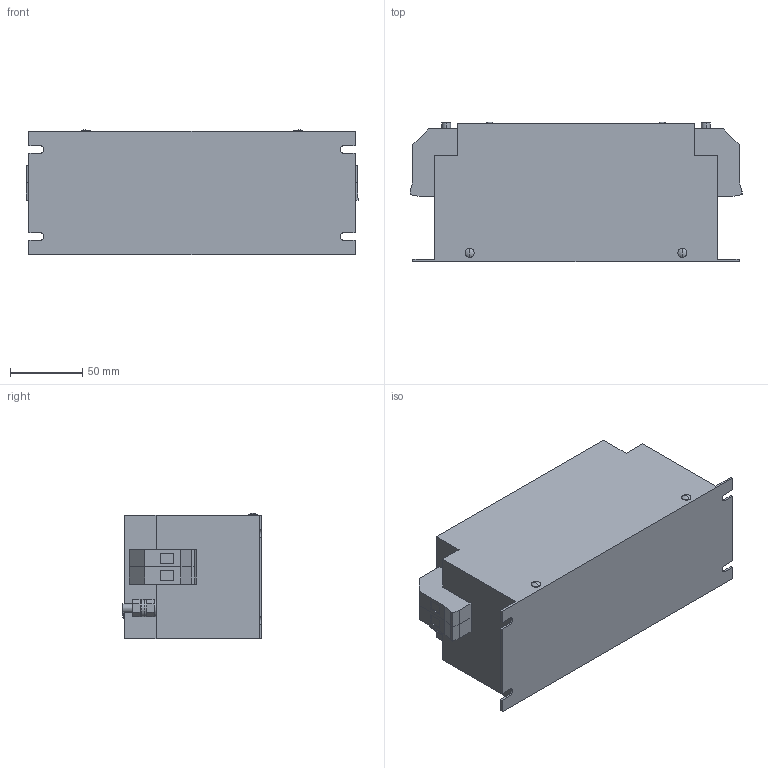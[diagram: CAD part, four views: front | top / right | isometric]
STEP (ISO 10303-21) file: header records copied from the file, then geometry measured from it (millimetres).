
FILE_DESCRIPTION (( 'STEP AP214' ), '1' );
FILE_NAME ('189913.STEP', '2024-07-05T12:12:51', ( '' ), ( '' ), 'SwSTEP 2.0', 'SolidWorks 2022', '' );
FILE_SCHEMA (( 'AUTOMOTIVE_DESIGN' ));
Length unit declared in the file: millimetre
Products named in the file (1): 189913
Bounding box: 229 x 96.37 x 86.37 mm (x, y, z)
Volume: 1566066.6 mm3; surface area: 97664.8 mm2
Topology: 1 solids, 9 shells, 269 faces, 630 edges, 416 vertices
Faces by surface type: plane 201, cylinder 60, sphere 8
Entity records: 7658 total; most frequent: CARTESIAN_POINT 1316, DIRECTION 1302, ORIENTED_EDGE 1260, EDGE_CURVE 630, LINE 498, VECTOR 498, VERTEX_POINT 416, AXIS2_PLACEMENT_3D 402
